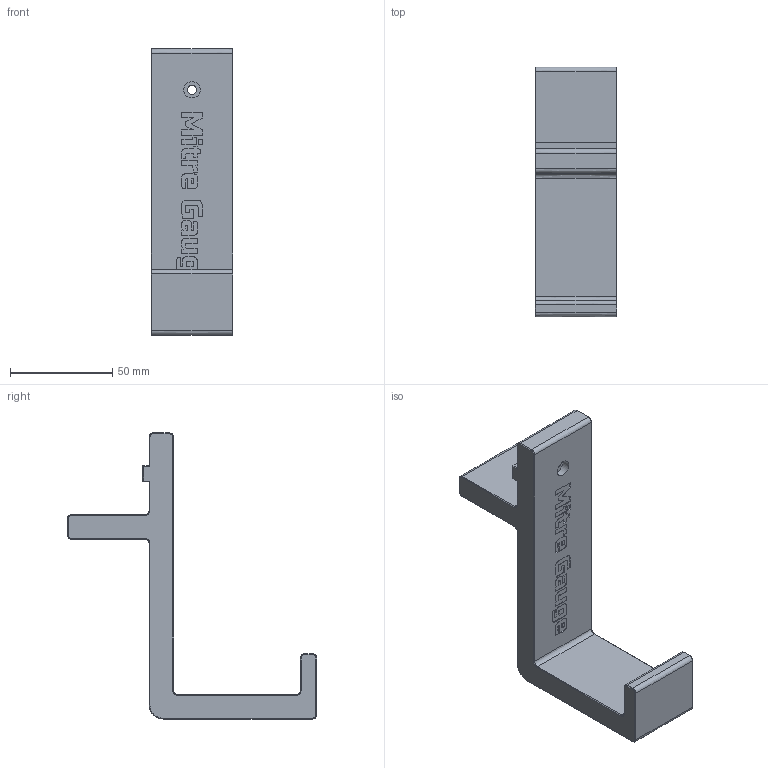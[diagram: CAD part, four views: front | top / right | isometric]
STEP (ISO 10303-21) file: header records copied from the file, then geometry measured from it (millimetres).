
FILE_DESCRIPTION(/* description */ (''),/* implementation_level */ '2;1');
FILE_NAME(/* name */ 'Mitre Gauge Holder.step',/* time_stamp */ '2024-01-19T23:58:01+01:00',/* author */ (''),/* organization */ (''),/* preprocessor_version */ 'ST-DEVELOPER v20',/* originating_system */ 'Autodesk Translation Framework v12.14.0.127',/* authorisation */ '');
FILE_SCHEMA (('AUTOMOTIVE_DESIGN { 1 0 10303 214 3 1 1 }'));
Length unit declared in the file: millimetre
Products named in the file (1): Mitre Gauge Holder
Bounding box: 40 x 122 x 140 mm (x, y, z)
Volume: 126210 mm3; surface area: 28713 mm2
Topology: 1 solids, 1 shells, 290 faces, 760 edges, 488 vertices
Faces by surface type: plane 172, bspline 116, cylinder 2
Full cylindrical faces by diameter (mm): 4.5 x1, 8 x1
Entity records: 10729 total; most frequent: CARTESIAN_POINT 4383, ORIENTED_EDGE 1520, DIRECTION 882, EDGE_CURVE 760, LINE 524, VECTOR 524, VERTEX_POINT 488, EDGE_LOOP 308
